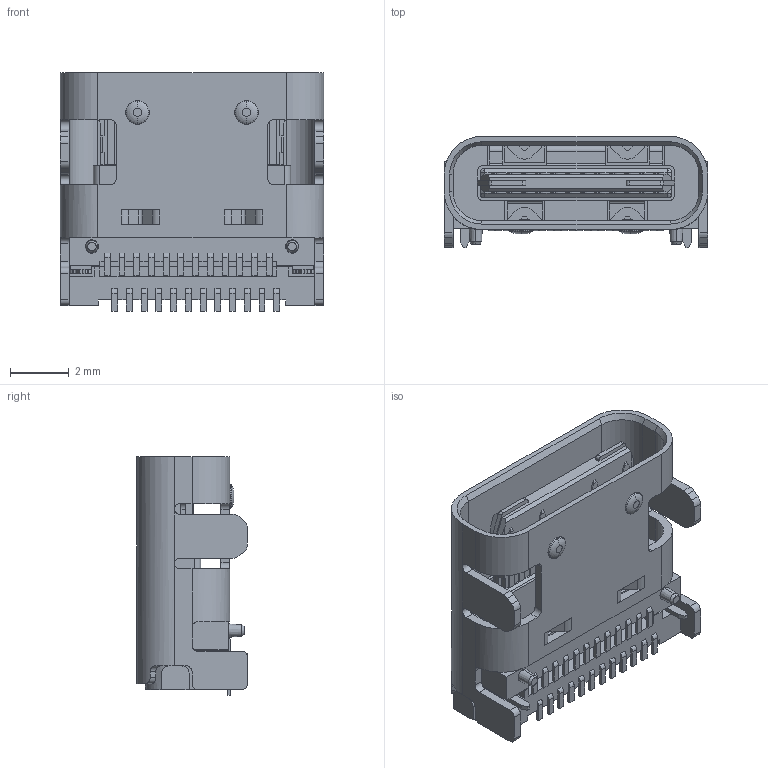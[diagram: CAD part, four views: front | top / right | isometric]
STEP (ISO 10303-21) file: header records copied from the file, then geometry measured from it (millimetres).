
FILE_DESCRIPTION (( 'STEP AP214' ), '1' );
FILE_NAME ('KUSBX-SMT-CS2-BTR_rA1.STEP', '2017-06-05T22:26:07', ( '' ), ( '' ), 'SwSTEP 2.0', 'SolidWorks 2014', '' );
FILE_SCHEMA (( 'AUTOMOTIVE_DESIGN' ));
Length unit declared in the file: millimetre
Products named in the file (1): KUSBX-SMT-CS2-BTR_rA1
Bounding box: 8.94 x 3.76 x 8.1 mm (x, y, z)
Volume: 122.5 mm3; surface area: 495.6 mm2
Topology: 1 solids, 1 shells, 909 faces, 2648 edges, 1710 vertices
Faces by surface type: plane 684, cylinder 197, cone 16, torus 12
Entity records: 35434 total; most frequent: CARTESIAN_POINT 5336, ORIENTED_EDGE 5288, DIRECTION 4896, EDGE_CURVE 2644, VECTOR 2180, LINE 2180, VERTEX_POINT 1710, AXIS2_PLACEMENT_3D 1358
